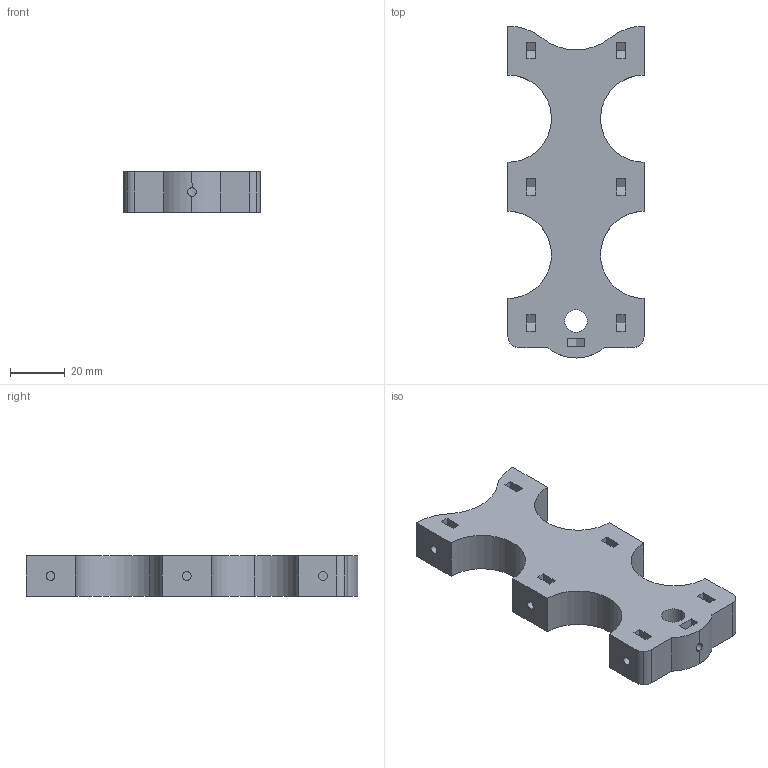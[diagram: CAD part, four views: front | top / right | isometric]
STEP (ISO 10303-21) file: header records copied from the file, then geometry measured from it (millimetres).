
FILE_DESCRIPTION(('STEP AP214'),'1');
FILE_NAME('container_body.stp','2022-04-06T17:00:39',(' '),(' '),'Spatial InterOp 3D',' ',' ');
FILE_SCHEMA(('AUTOMOTIVE_DESIGN { 1 0 10303 214 1 1 1 1 }'));
Length unit declared in the file: metre
Products named in the file (1): Sólido21
Bounding box: 50 x 121.82 x 15 mm (x, y, z)
Volume: 58966.4 mm3; surface area: 16682.3 mm2
Topology: 1 solids, 1 shells, 110 faces, 288 edges, 192 vertices
Faces by surface type: plane 58, cylinder 52
Entity records: 3623 total; most frequent: CARTESIAN_POINT 759, DIRECTION 600, ORIENTED_EDGE 576, EDGE_CURVE 288, AXIS2_PLACEMENT_3D 209, VERTEX_POINT 192, LINE 182, VECTOR 182
